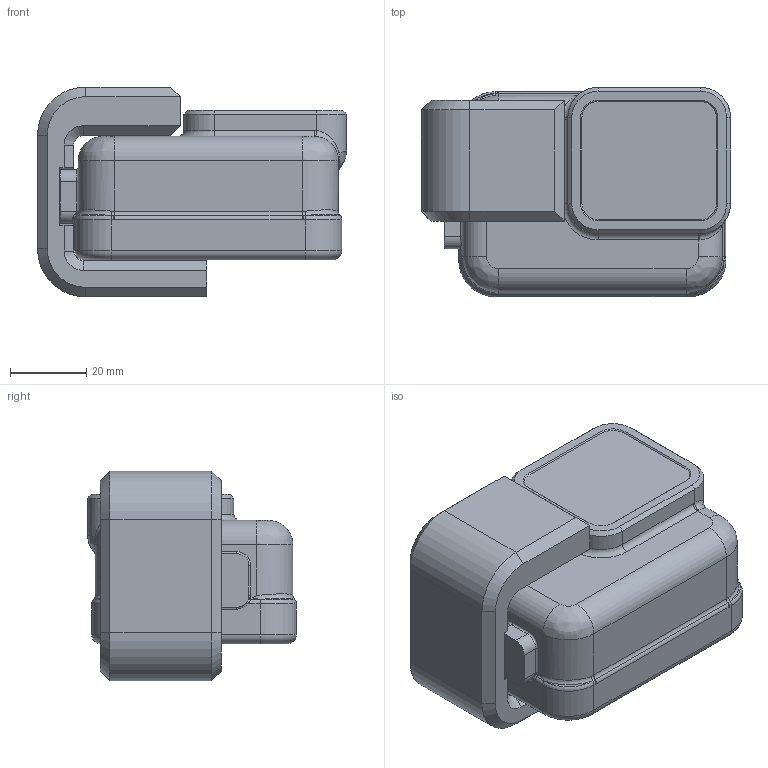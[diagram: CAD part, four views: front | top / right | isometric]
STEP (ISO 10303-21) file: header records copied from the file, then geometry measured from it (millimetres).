
FILE_DESCRIPTION(/* description */ (''),/* implementation_level */ '2;1');
FILE_NAME(/* name */ 'Air Knife v5.step',/* time_stamp */ '2019-01-20T10:45:50-05:00',/* author */ (''),/* organization */ (''),/* preprocessor_version */ 'ST-DEVELOPER v17.2',/* originating_system */ 'Autodesk Translation Framework v7.6.0.251',/* authorisation */ '');
FILE_SCHEMA (('AUTOMOTIVE_DESIGN { 1 0 10303 214 3 1 1 }'));
Length unit declared in the file: inch
Products named in the file (1): Air Knife
Bounding box: 81.09 x 54.81 x 55.09 mm (x, y, z)
Volume: 154862.8 mm3; surface area: 28505 mm2
Topology: 2 solids, 2 shells, 207 faces, 486 edges, 284 vertices
Faces by surface type: plane 70, cylinder 56, bspline 44, cone 20, torus 17
Full cylindrical faces by diameter (mm): 6.35 x1
Entity records: 7533 total; most frequent: CARTESIAN_POINT 2949, ORIENTED_EDGE 972, DIRECTION 907, EDGE_CURVE 486, AXIS2_PLACEMENT_3D 338, VERTEX_POINT 284, LINE 231, VECTOR 231
